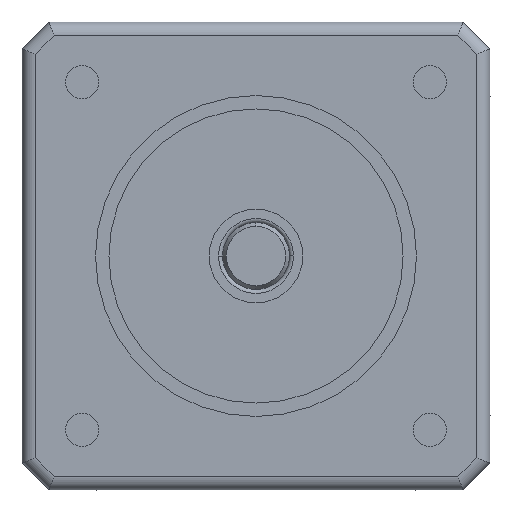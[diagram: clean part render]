
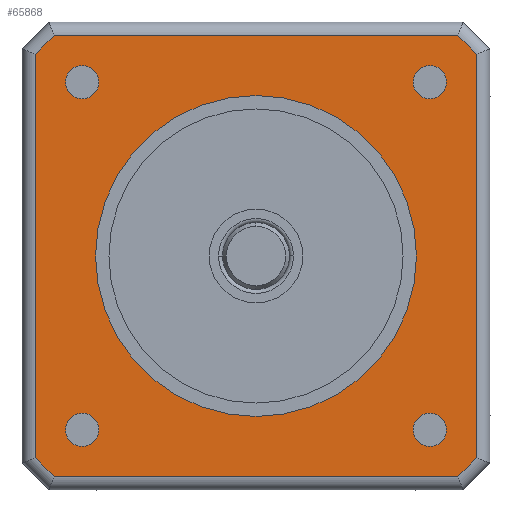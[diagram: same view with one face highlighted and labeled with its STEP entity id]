
A CAD part, left-side view. The second image highlights one B-rep face of the part: STEP entity #65868.
In plain terms, the highlighted planar face has unit normal (-1, 0, 0).
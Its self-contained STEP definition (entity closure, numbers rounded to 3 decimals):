
#64709=CARTESIAN_POINT('',(-12.35,0.,0.));
#64710=DIRECTION('',(-1.,0.,0.));
#64711=DIRECTION('',(0.,1.,0.));
#64712=AXIS2_PLACEMENT_3D('',#64709,#64710,#64711);
#64714=CARTESIAN_POINT('',(-12.35,0.,0.));
#64715=DIRECTION('',(-1.,0.,0.));
#64716=DIRECTION('',(0.,-1.,0.));
#64717=AXIS2_PLACEMENT_3D('',#64714,#64715,#64716);
#64719=CARTESIAN_POINT('',(-12.35,13.,13.));
#64720=DIRECTION('',(-1.,0.,0.));
#64721=DIRECTION('',(0.,1.,0.));
#64722=AXIS2_PLACEMENT_3D('',#64719,#64720,#64721);
#64724=CARTESIAN_POINT('',(-12.35,13.,13.));
#64725=DIRECTION('',(-1.,0.,0.));
#64726=DIRECTION('',(0.,-1.,0.));
#64727=AXIS2_PLACEMENT_3D('',#64724,#64725,#64726);
#64729=CARTESIAN_POINT('',(-12.35,13.,-13.));
#64730=DIRECTION('',(-1.,0.,0.));
#64731=DIRECTION('',(0.,0.,-1.));
#64732=AXIS2_PLACEMENT_3D('',#64729,#64730,#64731);
#64734=CARTESIAN_POINT('',(-12.35,13.,-13.));
#64735=DIRECTION('',(-1.,0.,0.));
#64736=DIRECTION('',(0.,0.,1.));
#64737=AXIS2_PLACEMENT_3D('',#64734,#64735,#64736);
#64739=CARTESIAN_POINT('',(-12.35,-13.,-13.));
#64740=DIRECTION('',(-1.,0.,0.));
#64741=DIRECTION('',(0.,-1.,0.));
#64742=AXIS2_PLACEMENT_3D('',#64739,#64740,#64741);
#64744=CARTESIAN_POINT('',(-12.35,-13.,-13.));
#64745=DIRECTION('',(-1.,0.,0.));
#64746=DIRECTION('',(0.,1.,0.));
#64747=AXIS2_PLACEMENT_3D('',#64744,#64745,#64746);
#64749=CARTESIAN_POINT('',(-12.35,-13.,13.));
#64750=DIRECTION('',(-1.,0.,0.));
#64751=DIRECTION('',(0.,0.,1.));
#64752=AXIS2_PLACEMENT_3D('',#64749,#64750,#64751);
#64754=CARTESIAN_POINT('',(-12.35,-13.,13.));
#64755=DIRECTION('',(-1.,0.,0.));
#64756=DIRECTION('',(0.,0.,-1.));
#64757=AXIS2_PLACEMENT_3D('',#64754,#64755,#64756);
#64759=DIRECTION('',(0.,0.,-1.));
#64760=VECTOR('',#64759,30.172);
#64761=CARTESIAN_POINT('',(-12.35,16.5,15.086));
#64762=LINE('',#64761,#64760);
#64763=DIRECTION('',(0.,0.707,-0.707));
#64764=VECTOR('',#64763,2.);
#64765=CARTESIAN_POINT('',(-12.35,15.086,16.5));
#64766=LINE('',#64765,#64764);
#64767=DIRECTION('',(0.,1.,0.));
#64768=VECTOR('',#64767,30.172);
#64769=CARTESIAN_POINT('',(-12.35,-15.086,16.5));
#64770=LINE('',#64769,#64768);
#64771=DIRECTION('',(0.,0.707,0.707));
#64772=VECTOR('',#64771,2.);
#64773=CARTESIAN_POINT('',(-12.35,-16.5,15.086));
#64774=LINE('',#64773,#64772);
#64775=DIRECTION('',(0.,0.,1.));
#64776=VECTOR('',#64775,30.172);
#64777=CARTESIAN_POINT('',(-12.35,-16.5,-15.086));
#64778=LINE('',#64777,#64776);
#64779=DIRECTION('',(0.,-0.707,0.707));
#64780=VECTOR('',#64779,2.);
#64781=CARTESIAN_POINT('',(-12.35,-15.086,-16.5));
#64782=LINE('',#64781,#64780);
#64783=DIRECTION('',(0.,-1.,0.));
#64784=VECTOR('',#64783,30.172);
#64785=CARTESIAN_POINT('',(-12.35,15.086,-16.5));
#64786=LINE('',#64785,#64784);
#64787=DIRECTION('',(0.,-0.707,-0.707));
#64788=VECTOR('',#64787,2.);
#64789=CARTESIAN_POINT('',(-12.35,16.5,-15.086));
#64790=LINE('',#64789,#64788);
#65647=CARTESIAN_POINT('',(-12.35,12.,0.));
#65648=CARTESIAN_POINT('',(-12.35,-12.,0.));
#65649=VERTEX_POINT('',#65647);
#65650=VERTEX_POINT('',#65648);
#65719=CARTESIAN_POINT('',(-12.35,14.25,13.));
#65720=CARTESIAN_POINT('',(-12.35,11.75,13.));
#65721=VERTEX_POINT('',#65719);
#65722=VERTEX_POINT('',#65720);
#65723=CARTESIAN_POINT('',(-12.35,13.,-14.25));
#65724=CARTESIAN_POINT('',(-12.35,13.,-11.75));
#65725=VERTEX_POINT('',#65723);
#65726=VERTEX_POINT('',#65724);
#65727=CARTESIAN_POINT('',(-12.35,-14.25,-13.));
#65728=CARTESIAN_POINT('',(-12.35,-11.75,-13.));
#65729=VERTEX_POINT('',#65727);
#65730=VERTEX_POINT('',#65728);
#65731=CARTESIAN_POINT('',(-12.35,-13.,14.25));
#65732=CARTESIAN_POINT('',(-12.35,-13.,11.75));
#65733=VERTEX_POINT('',#65731);
#65734=VERTEX_POINT('',#65732);
#65771=CARTESIAN_POINT('',(-12.35,16.5,15.086));
#65772=CARTESIAN_POINT('',(-12.35,16.5,-15.086));
#65773=VERTEX_POINT('',#65771);
#65774=VERTEX_POINT('',#65772);
#65777=CARTESIAN_POINT('',(-12.35,15.086,-16.5));
#65778=VERTEX_POINT('',#65777);
#65781=CARTESIAN_POINT('',(-12.35,-15.086,-16.5));
#65782=VERTEX_POINT('',#65781);
#65785=CARTESIAN_POINT('',(-12.35,-16.5,-15.086));
#65786=VERTEX_POINT('',#65785);
#65789=CARTESIAN_POINT('',(-12.35,-16.5,15.086));
#65790=VERTEX_POINT('',#65789);
#65791=CARTESIAN_POINT('',(-12.35,-15.086,16.5));
#65792=VERTEX_POINT('',#65791);
#65797=CARTESIAN_POINT('',(-12.35,15.086,16.5));
#65798=VERTEX_POINT('',#65797);
#65815=CARTESIAN_POINT('',(-12.35,0.,0.));
#65816=DIRECTION('',(-1.,0.,0.));
#65817=DIRECTION('',(0.,0.,-1.));
#65818=AXIS2_PLACEMENT_3D('',#65815,#65816,#65817);
#65819=PLANE('',#65818);
#65821=ORIENTED_EDGE('',*,*,#65820,.F.);
#65823=ORIENTED_EDGE('',*,*,#65822,.F.);
#65825=ORIENTED_EDGE('',*,*,#65824,.F.);
#65827=ORIENTED_EDGE('',*,*,#65826,.F.);
#65829=ORIENTED_EDGE('',*,*,#65828,.F.);
#65831=ORIENTED_EDGE('',*,*,#65830,.F.);
#65833=ORIENTED_EDGE('',*,*,#65832,.F.);
#65835=ORIENTED_EDGE('',*,*,#65834,.F.);
#65836=EDGE_LOOP('',(#65821,#65823,#65825,#65827,#65829,#65831,#65833,#65835));
#65837=FACE_OUTER_BOUND('',#65836,.F.);
#65839=ORIENTED_EDGE('',*,*,#65838,.T.);
#65841=ORIENTED_EDGE('',*,*,#65840,.T.);
#65842=EDGE_LOOP('',(#65839,#65841));
#65843=FACE_BOUND('',#65842,.F.);
#65845=ORIENTED_EDGE('',*,*,#65844,.T.);
#65847=ORIENTED_EDGE('',*,*,#65846,.T.);
#65848=EDGE_LOOP('',(#65845,#65847));
#65849=FACE_BOUND('',#65848,.F.);
#65851=ORIENTED_EDGE('',*,*,#65850,.T.);
#65853=ORIENTED_EDGE('',*,*,#65852,.T.);
#65854=EDGE_LOOP('',(#65851,#65853));
#65855=FACE_BOUND('',#65854,.F.);
#65857=ORIENTED_EDGE('',*,*,#65856,.T.);
#65859=ORIENTED_EDGE('',*,*,#65858,.T.);
#65860=EDGE_LOOP('',(#65857,#65859));
#65861=FACE_BOUND('',#65860,.F.);
#65863=ORIENTED_EDGE('',*,*,#65862,.T.);
#65865=ORIENTED_EDGE('',*,*,#65864,.T.);
#65866=EDGE_LOOP('',(#65863,#65865));
#65867=FACE_BOUND('',#65866,.F.);
#65868=ADVANCED_FACE('',(#65837,#65843,#65849,#65855,#65861,#65867),#65819,.T.);
#64713=CIRCLE('',#64712,12.);
#64718=CIRCLE('',#64717,12.);
#64723=CIRCLE('',#64722,1.25);
#64728=CIRCLE('',#64727,1.25);
#64733=CIRCLE('',#64732,1.25);
#64738=CIRCLE('',#64737,1.25);
#64743=CIRCLE('',#64742,1.25);
#64748=CIRCLE('',#64747,1.25);
#64753=CIRCLE('',#64752,1.25);
#64758=CIRCLE('',#64757,1.25);
#65820=EDGE_CURVE('',#65773,#65774,#64762,.T.);
#65822=EDGE_CURVE('',#65798,#65773,#64766,.T.);
#65824=EDGE_CURVE('',#65792,#65798,#64770,.T.);
#65826=EDGE_CURVE('',#65790,#65792,#64774,.T.);
#65828=EDGE_CURVE('',#65786,#65790,#64778,.T.);
#65830=EDGE_CURVE('',#65782,#65786,#64782,.T.);
#65832=EDGE_CURVE('',#65778,#65782,#64786,.T.);
#65834=EDGE_CURVE('',#65774,#65778,#64790,.T.);
#65838=EDGE_CURVE('',#65721,#65722,#64723,.T.);
#65840=EDGE_CURVE('',#65722,#65721,#64728,.T.);
#65844=EDGE_CURVE('',#65725,#65726,#64733,.T.);
#65846=EDGE_CURVE('',#65726,#65725,#64738,.T.);
#65850=EDGE_CURVE('',#65729,#65730,#64743,.T.);
#65852=EDGE_CURVE('',#65730,#65729,#64748,.T.);
#65856=EDGE_CURVE('',#65733,#65734,#64753,.T.);
#65858=EDGE_CURVE('',#65734,#65733,#64758,.T.);
#65862=EDGE_CURVE('',#65649,#65650,#64713,.T.);
#65864=EDGE_CURVE('',#65650,#65649,#64718,.T.);
